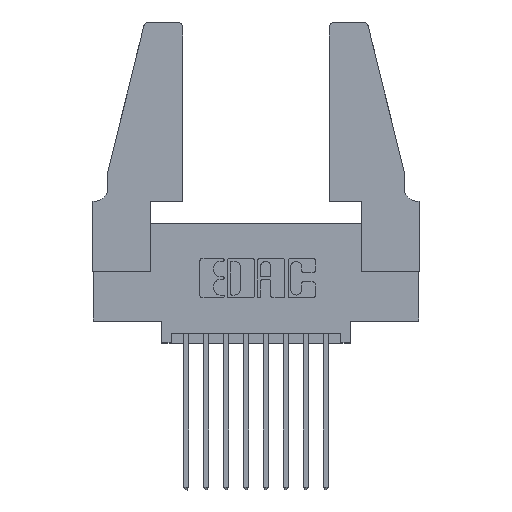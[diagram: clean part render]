
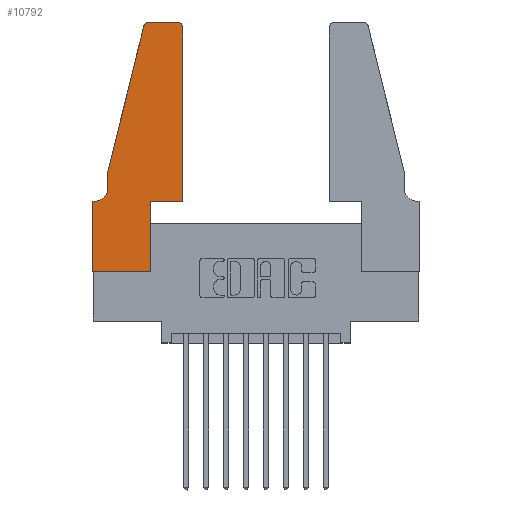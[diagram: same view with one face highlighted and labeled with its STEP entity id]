
A CAD part, top view. The second image highlights one B-rep face of the part: STEP entity #10792.
In plain terms, the highlighted planar face has unit normal (0, 0, 1).
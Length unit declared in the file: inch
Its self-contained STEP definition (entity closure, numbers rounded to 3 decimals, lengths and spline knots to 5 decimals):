
#46 = CARTESIAN_POINT ( 'NONE',  ( 0., 0.35, 0.37 ) ) ;
#98 = AXIS2_PLACEMENT_3D ( 'NONE', #12107, #8869, #11973 ) ;
#152 = VERTEX_POINT ( 'NONE', #7833 ) ;
#298 = VERTEX_POINT ( 'NONE', #7068 ) ;
#856 = EDGE_CURVE ( 'NONE', #1751, #8075, #4791, .T. ) ;
#914 = CARTESIAN_POINT ( 'NONE',  ( 0., 0.35, 0.37 ) ) ;
#991 = DIRECTION ( 'NONE',  ( -1., 0., 0. ) ) ;
#1367 = EDGE_CURVE ( 'NONE', #12559, #1751, #1809, .T. ) ;
#1454 = LINE ( 'NONE', #5541, #6658 ) ;
#1558 = ORIENTED_EDGE ( 'NONE', *, *, #11248, .T. ) ;
#1689 = ORIENTED_EDGE ( 'NONE', *, *, #11232, .T. ) ;
#1725 = CARTESIAN_POINT ( 'NONE',  ( 0.4505, 0.35, 0.37 ) ) ;
#1751 = VERTEX_POINT ( 'NONE', #13123 ) ;
#1809 = LINE ( 'NONE', #10381, #8271 ) ;
#1972 = CIRCLE ( 'NONE', #98, 0.03 ) ;
#2315 = VECTOR ( 'NONE', #7867, 39.37008 ) ;
#2863 = CIRCLE ( 'NONE', #9277, 0.03 ) ;
#2890 = CARTESIAN_POINT ( 'NONE',  ( 0.284, 1.25, 0.37 ) ) ;
#3050 = VECTOR ( 'NONE', #4458, 39.37008 ) ;
#3192 = DIRECTION ( 'NONE',  ( 0., 0., 1. ) ) ;
#3268 = CARTESIAN_POINT ( 'NONE',  ( 0.25487, 1.22718, 0.37 ) ) ;
#3482 = FACE_OUTER_BOUND ( 'NONE', #4765, .T. ) ;
#4036 = ORIENTED_EDGE ( 'NONE', *, *, #9636, .T. ) ;
#4193 = EDGE_CURVE ( 'NONE', #152, #8283, #5236, .T. ) ;
#4458 = DIRECTION ( 'NONE',  ( -0.239, -0.971, 0. ) ) ;
#4760 = DIRECTION ( 'NONE',  ( 0., 0., 1. ) ) ;
#4765 = EDGE_LOOP ( 'NONE', ( #1558, #4036, #10666, #6700, #7796, #1689, #6510, #8386, #7892, #7538, #5723, #8164 ) ) ;
#4791 = LINE ( 'NONE', #7831, #2315 ) ;
#5139 = AXIS2_PLACEMENT_3D ( 'NONE', #5919, #7969, #8999 ) ;
#5236 = LINE ( 'NONE', #5922, #6999 ) ;
#5285 = CARTESIAN_POINT ( 'NONE',  ( 0.0755, 0.42, 0.37 ) ) ;
#5541 = CARTESIAN_POINT ( 'NONE',  ( 0.2865, 0.35, 0.37 ) ) ;
#5723 = ORIENTED_EDGE ( 'NONE', *, *, #11539, .T. ) ;
#5919 = CARTESIAN_POINT ( 'NONE',  ( 0.0055, 0.42, 0.37 ) ) ;
#5922 = CARTESIAN_POINT ( 'NONE',  ( 0.0755, 0.5, 0.37 ) ) ;
#5976 = VECTOR ( 'NONE', #991, 39.37008 ) ;
#5987 = VERTEX_POINT ( 'NONE', #8849 ) ;
#5988 = LINE ( 'NONE', #13155, #5976 ) ;
#6003 = CARTESIAN_POINT ( 'NONE',  ( 0.4505, 1.22, 0.37 ) ) ;
#6510 = ORIENTED_EDGE ( 'NONE', *, *, #1367, .T. ) ;
#6658 = VECTOR ( 'NONE', #12736, 39.37008 ) ;
#6700 = ORIENTED_EDGE ( 'NONE', *, *, #4193, .T. ) ;
#6727 = PLANE ( 'NONE',  #12810 ) ;
#6875 = VERTEX_POINT ( 'NONE', #3268 ) ;
#6947 = LINE ( 'NONE', #10120, #7272 ) ;
#6999 = VECTOR ( 'NONE', #11000, 39.37008 ) ;
#7068 = CARTESIAN_POINT ( 'NONE',  ( 0.4205, 1.25, 0.37 ) ) ;
#7272 = VECTOR ( 'NONE', #10156, 39.37008 ) ;
#7335 = CIRCLE ( 'NONE', #5139, 0.07 ) ;
#7368 = VERTEX_POINT ( 'NONE', #11258 ) ;
#7389 = DIRECTION ( 'NONE',  ( 1., 0., 0. ) ) ;
#7538 = ORIENTED_EDGE ( 'NONE', *, *, #9518, .T. ) ;
#7563 = LINE ( 'NONE', #1725, #11429 ) ;
#7796 = ORIENTED_EDGE ( 'NONE', *, *, #9158, .T. ) ;
#7831 = CARTESIAN_POINT ( 'NONE',  ( 0., 0., 0.37 ) ) ;
#7833 = CARTESIAN_POINT ( 'NONE',  ( 0.0755, 0.5, 0.37 ) ) ;
#7867 = DIRECTION ( 'NONE',  ( 1., 0., 0. ) ) ;
#7892 = ORIENTED_EDGE ( 'NONE', *, *, #10777, .T. ) ;
#7964 = CARTESIAN_POINT ( 'NONE',  ( 0.2865, 0., 0.37 ) ) ;
#7969 = DIRECTION ( 'NONE',  ( 0., 0., -1. ) ) ;
#8075 = VERTEX_POINT ( 'NONE', #7964 ) ;
#8164 = ORIENTED_EDGE ( 'NONE', *, *, #11279, .T. ) ;
#8239 = CARTESIAN_POINT ( 'NONE',  ( 0.4505, 0.35, 0.37 ) ) ;
#8271 = VECTOR ( 'NONE', #10427, 39.37008 ) ;
#8283 = VERTEX_POINT ( 'NONE', #5285 ) ;
#8386 = ORIENTED_EDGE ( 'NONE', *, *, #856, .T. ) ;
#8849 = CARTESIAN_POINT ( 'NONE',  ( 0.0055, 0.35, 0.37 ) ) ;
#8869 = DIRECTION ( 'NONE',  ( 0., 0., 1. ) ) ;
#8999 = DIRECTION ( 'NONE',  ( -1., 0., 0. ) ) ;
#9090 = CARTESIAN_POINT ( 'NONE',  ( 0.0755, 0.5, 0.37 ) ) ;
#9158 = EDGE_CURVE ( 'NONE', #8283, #5987, #7335, .T. ) ;
#9277 = AXIS2_PLACEMENT_3D ( 'NONE', #10293, #3192, #11407 ) ;
#9499 = EDGE_CURVE ( 'NONE', #6875, #152, #12786, .T. ) ;
#9518 = EDGE_CURVE ( 'NONE', #12989, #7368, #12621, .T. ) ;
#9636 = EDGE_CURVE ( 'NONE', #10587, #6875, #1972, .T. ) ;
#10120 = CARTESIAN_POINT ( 'NONE',  ( 0.2605, 1.25, 0.37 ) ) ;
#10156 = DIRECTION ( 'NONE',  ( -1., 0., 0. ) ) ;
#10293 = CARTESIAN_POINT ( 'NONE',  ( 0.4205, 1.22, 0.37 ) ) ;
#10381 = CARTESIAN_POINT ( 'NONE',  ( 0., 0., 0.37 ) ) ;
#10427 = DIRECTION ( 'NONE',  ( 0., -1., 0. ) ) ;
#10587 = VERTEX_POINT ( 'NONE', #2890 ) ;
#10641 = VERTEX_POINT ( 'NONE', #6003 ) ;
#10666 = ORIENTED_EDGE ( 'NONE', *, *, #9499, .T. ) ;
#10686 = DIRECTION ( 'NONE',  ( 0., 1., 0. ) ) ;
#10777 = EDGE_CURVE ( 'NONE', #8075, #12989, #1454, .T. ) ;
#10792 = ADVANCED_FACE ( 'NONE', ( #3482 ), #6727, .T. ) ;
#11000 = DIRECTION ( 'NONE',  ( 0., -1., 0. ) ) ;
#11071 = DIRECTION ( 'NONE',  ( 1., 0., 0. ) ) ;
#11232 = EDGE_CURVE ( 'NONE', #5987, #12559, #5988, .T. ) ;
#11248 = EDGE_CURVE ( 'NONE', #298, #10587, #6947, .T. ) ;
#11258 = CARTESIAN_POINT ( 'NONE',  ( 0.4505, 0.35, 0.37 ) ) ;
#11279 = EDGE_CURVE ( 'NONE', #10641, #298, #2863, .T. ) ;
#11407 = DIRECTION ( 'NONE',  ( 1., 0., 0. ) ) ;
#11429 = VECTOR ( 'NONE', #10686, 39.37008 ) ;
#11539 = EDGE_CURVE ( 'NONE', #7368, #10641, #7563, .T. ) ;
#11688 = CARTESIAN_POINT ( 'NONE',  ( 0.2865, 0.35, 0.37 ) ) ;
#11973 = DIRECTION ( 'NONE',  ( 1., 0., 0. ) ) ;
#12107 = CARTESIAN_POINT ( 'NONE',  ( 0.284, 1.22, 0.37 ) ) ;
#12466 = VECTOR ( 'NONE', #7389, 39.37008 ) ;
#12559 = VERTEX_POINT ( 'NONE', #46 ) ;
#12621 = LINE ( 'NONE', #8239, #12466 ) ;
#12736 = DIRECTION ( 'NONE',  ( 0., 1., 0. ) ) ;
#12786 = LINE ( 'NONE', #9090, #3050 ) ;
#12810 = AXIS2_PLACEMENT_3D ( 'NONE', #914, #4760, #11071 ) ;
#12989 = VERTEX_POINT ( 'NONE', #11688 ) ;
#13123 = CARTESIAN_POINT ( 'NONE',  ( 0., 0., 0.37 ) ) ;
#13155 = CARTESIAN_POINT ( 'NONE',  ( 0.0755, 0.35, 0.37 ) ) ;
